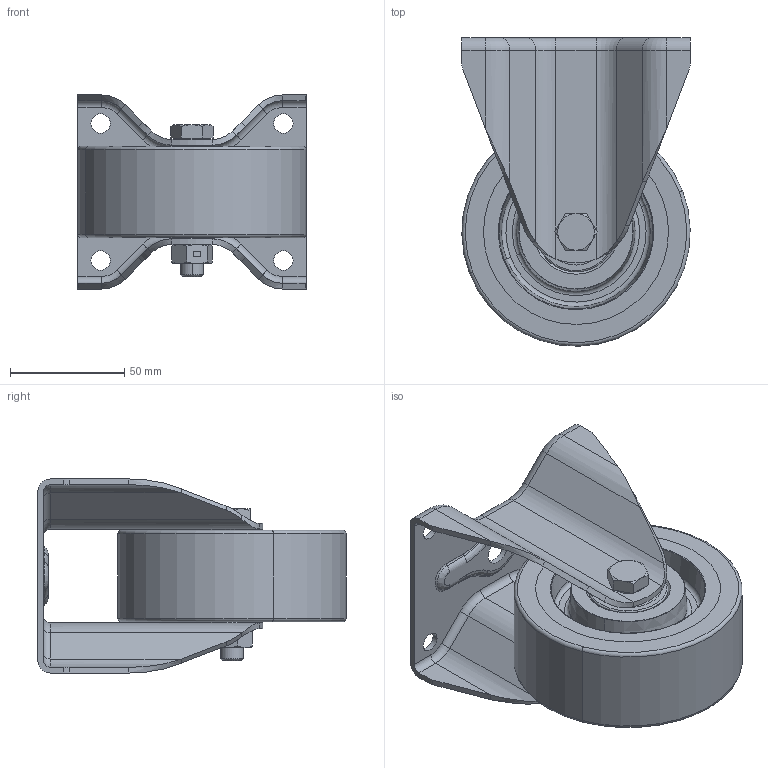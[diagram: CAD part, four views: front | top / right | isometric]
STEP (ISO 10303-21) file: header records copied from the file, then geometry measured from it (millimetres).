
FILE_DESCRIPTION (( 'STEP AP214' ), '1' );
FILE_NAME ('0047378_B-IHB-PUZG-100-K_(A-01).step', '2019-08-05T10:45:18', ( '' ), ( '' ), 'SwSTEP 2.0', 'SolidWorks 2018', '' );
FILE_SCHEMA (( 'AUTOMOTIVE_DESIGN' ));
Length unit declared in the file: millimetre
Products named in the file (1): 0047378_B-IHB-PUZG-100-K_(A-01)
Bounding box: 100 x 134.99 x 85 mm (x, y, z)
Surface area: 126433.4 mm2 (no closed solid volume)
Topology: 0 solids, 18 shells, 446 faces, 966 edges, 566 vertices
Faces by surface type: cylinder 158, plane 106, torus 70, cone 68, bspline 44
Entity records: 19960 total; most frequent: CARTESIAN_POINT 5325, DIRECTION 2048, ORIENTED_EDGE 1932, EDGE_CURVE 966, AXIS2_PLACEMENT_3D 845, VERTEX_POINT 566, EDGE_LOOP 502, UNCERTAINTY_MEASURE_WITH_UNIT 464
